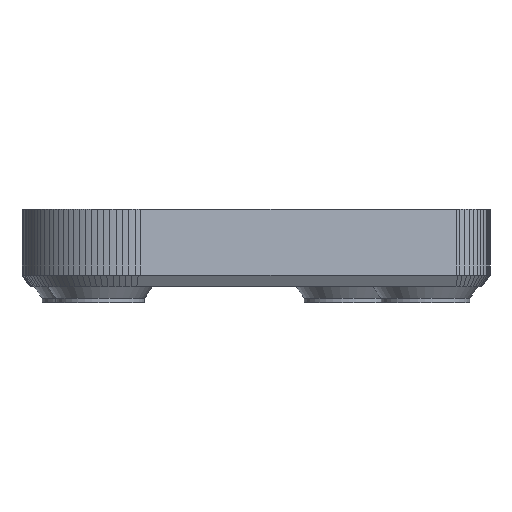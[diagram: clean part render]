
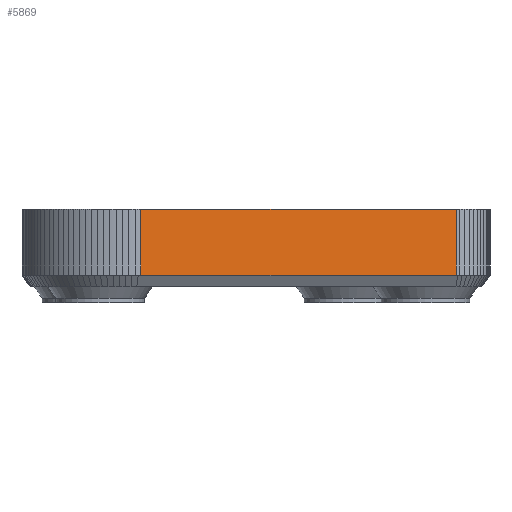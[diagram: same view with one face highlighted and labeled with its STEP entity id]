
A CAD part, left-side view. The second image highlights one B-rep face of the part: STEP entity #5869.
In plain terms, the highlighted planar face has unit normal (-0.982, -0.187, 0).
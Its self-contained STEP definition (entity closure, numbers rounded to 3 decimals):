
#435=FACE_OUTER_BOUND('',#748,.T.);
#748=EDGE_LOOP('',(#4455,#4456,#4457,#4458));
#1061=LINE('',#8631,#1722);
#1294=LINE('',#9268,#1955);
#1295=LINE('',#9271,#1956);
#1296=LINE('',#9272,#1957);
#1722=VECTOR('',#6835,10.);
#1955=VECTOR('',#7398,10.);
#1956=VECTOR('',#7401,10.);
#1957=VECTOR('',#7402,10.);
#2405=VERTEX_POINT('',#8628);
#2406=VERTEX_POINT('',#8630);
#2645=VERTEX_POINT('',#9266);
#2646=VERTEX_POINT('',#9270);
#3007=EDGE_CURVE('',#2406,#2405,#1061,.T.);
#3327=EDGE_CURVE('',#2645,#2405,#1294,.T.);
#3328=EDGE_CURVE('',#2646,#2645,#1295,.T.);
#3329=EDGE_CURVE('',#2406,#2646,#1296,.T.);
#4455=ORIENTED_EDGE('',*,*,#3327,.F.);
#4456=ORIENTED_EDGE('',*,*,#3328,.F.);
#4457=ORIENTED_EDGE('',*,*,#3329,.F.);
#4458=ORIENTED_EDGE('',*,*,#3007,.T.);
#5613=PLANE('',#6320);
#5869=ADVANCED_FACE('',(#435),#5613,.T.);
#6320=AXIS2_PLACEMENT_3D('',#9269,#7399,#7400);
#6835=DIRECTION('',(-0.187,0.982,0.));
#7398=DIRECTION('',(0.,0.,1.));
#7399=DIRECTION('center_axis',(-0.982,-0.187,0.));
#7400=DIRECTION('ref_axis',(0.187,-0.982,0.));
#7401=DIRECTION('',(-0.187,0.982,0.));
#7402=DIRECTION('',(0.,0.,-1.));
#8628=CARTESIAN_POINT('',(171.093,-46.224,1.6));
#8630=CARTESIAN_POINT('',(178.527,-85.353,1.6));
#8631=CARTESIAN_POINT('',(173.145,-57.023,1.6));
#9266=CARTESIAN_POINT('',(171.093,-46.224,-6.572));
#9268=CARTESIAN_POINT('',(171.093,-46.224,-8.));
#9269=CARTESIAN_POINT('Origin',(171.031,-45.901,-8.));
#9270=CARTESIAN_POINT('',(178.527,-85.353,-6.572));
#9271=CARTESIAN_POINT('',(173.145,-57.023,-6.572));
#9272=CARTESIAN_POINT('',(178.527,-85.353,-8.));
